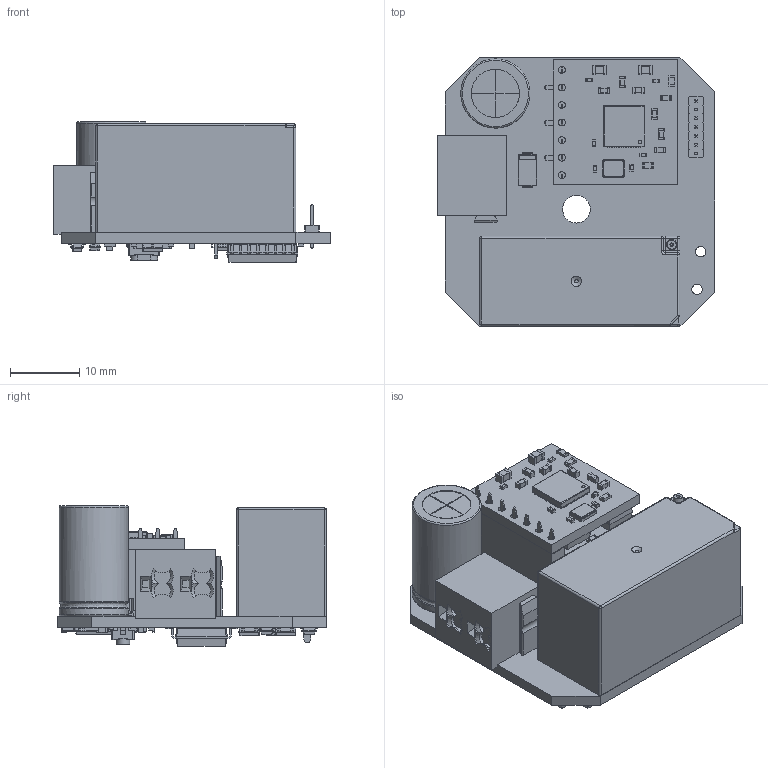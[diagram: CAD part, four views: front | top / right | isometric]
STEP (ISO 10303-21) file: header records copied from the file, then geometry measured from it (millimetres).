
FILE_DESCRIPTION(('STEP AP242'),'1');
FILE_NAME('Test-KUPS_ACT_1ACM_cp-merged.stp','2021-05-28T11:16:43',(' '),(' '),'Spatial InterOp 3D',' ',' ');
FILE_SCHEMA(('AP242_MANAGED_MODEL_BASED_3D_ENGINEERING_MIM_LF {1 0 10303 442 1 1 4}'));
Length unit declared in the file: millimetre
Products named in the file (2): Test-KUPS_ACT_1ACM_cp-merged; Component77
Assembly tree (1 placements, depth 2):
  Test-KUPS_ACT_1ACM_cp-merged
    Component77
Bounding box: 40.12 x 39 x 20.35 mm (x, y, z)
Surface area: 10441.2 mm2 (no closed solid volume)
Topology: 0 solids, 1 shells, 3461 faces, 10280 edges, 6865 vertices
Faces by surface type: plane 2378, cylinder 1014, bspline 19, sphere 17, cone 16, torus 13, revolution 4
Full cylindrical faces by diameter (mm): 0.2 x1, 0.5 x2, 0.6 x3, 0.65 x7, 0.8 x5, 1 x10, 1.1 x2, 1.3 x2, 1.5 x2, 4 x1, 6.3 x2, 7 x2, 10 x2
Entity records: 148023 total; most frequent: CARTESIAN_POINT 25327, ORIENTED_EDGE 20400, DIRECTION 19058, EDGE_CURVE 10200, LINE 7880, VECTOR 7880, VERTEX_POINT 6866, AXIS2_PLACEMENT_3D 5587
